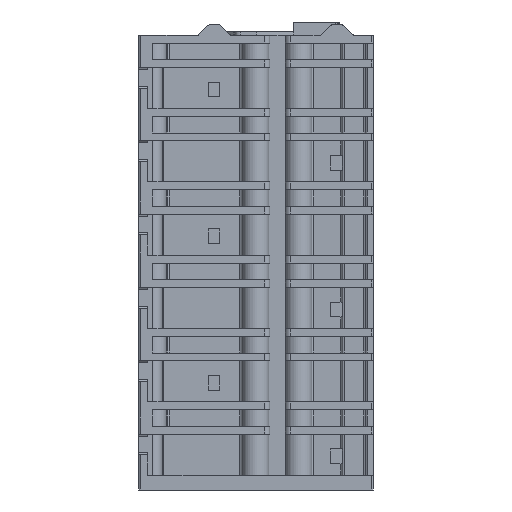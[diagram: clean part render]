
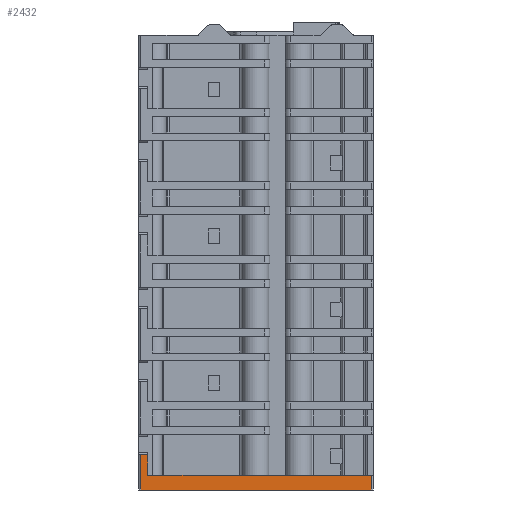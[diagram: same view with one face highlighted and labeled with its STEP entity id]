
A CAD part, front view. The second image highlights one B-rep face of the part: STEP entity #2432.
In plain terms, the highlighted planar face has unit normal (0, -1, 0).
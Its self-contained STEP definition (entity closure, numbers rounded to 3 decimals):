
#2432 = ADVANCED_FACE( '', ( #5668 ), #5669, .F. );
#5668 = FACE_OUTER_BOUND( '', #9712, .T. );
#5669 = PLANE( '', #9713 );
#9712 = EDGE_LOOP( '', ( #17263, #17264, #17265, #17266, #17267, #17268 ) );
#9713 = AXIS2_PLACEMENT_3D( '', #17269, #17270, #17271 );
#17263 = ORIENTED_EDGE( '', *, *, #27879, .T. );
#17264 = ORIENTED_EDGE( '', *, *, #27880, .T. );
#17265 = ORIENTED_EDGE( '', *, *, #27881, .T. );
#17266 = ORIENTED_EDGE( '', *, *, #27882, .T. );
#17267 = ORIENTED_EDGE( '', *, *, #25607, .F. );
#17268 = ORIENTED_EDGE( '', *, *, #25044, .F. );
#17269 = CARTESIAN_POINT( '', ( -20., 0., 45. ) );
#17270 = DIRECTION( '', ( 0., 1., 0. ) );
#17271 = DIRECTION( '', ( 0., 0., 1. ) );
#25044 = EDGE_CURVE( '', #30205, #30207, #30208, .T. );
#25607 = EDGE_CURVE( '', #30207, #31229, #31230, .T. );
#27879 = EDGE_CURVE( '', #30205, #34884, #34885, .T. );
#27880 = EDGE_CURVE( '', #34884, #34886, #34887, .T. );
#27881 = EDGE_CURVE( '', #34886, #34888, #34889, .T. );
#27882 = EDGE_CURVE( '', #34888, #31229, #34890, .T. );
#30205 = VERTEX_POINT( '', #37827 );
#30207 = VERTEX_POINT( '', #37830 );
#30208 = LINE( '', #37831, #37832 );
#31229 = VERTEX_POINT( '', #39307 );
#31230 = LINE( '', #39308, #39309 );
#34884 = VERTEX_POINT( '', #44550 );
#34885 = LINE( '', #44551, #44552 );
#34886 = VERTEX_POINT( '', #44553 );
#34887 = LINE( '', #44554, #44555 );
#34888 = VERTEX_POINT( '', #44556 );
#34889 = LINE( '', #44557, #44558 );
#34890 = LINE( '', #44559, #44560 );
#37827 = CARTESIAN_POINT( '', ( -19.25, 0., 2.1 ) );
#37830 = CARTESIAN_POINT( '', ( -19.25, 0., 0. ) );
#37831 = CARTESIAN_POINT( '', ( -19.25, 0., 4.2 ) );
#37832 = VECTOR( '', #48544, 1000. );
#39307 = CARTESIAN_POINT( '', ( 3.6, 0., 0. ) );
#39308 = CARTESIAN_POINT( '', ( -20., 0., 0. ) );
#39309 = VECTOR( '', #49289, 1000. );
#44550 = CARTESIAN_POINT( '', ( -20., 0., 2.1 ) );
#44551 = CARTESIAN_POINT( '', ( -19.25, 0., 2.1 ) );
#44552 = VECTOR( '', #52083, 1000. );
#44553 = CARTESIAN_POINT( '', ( -20., 0., -1.5 ) );
#44554 = CARTESIAN_POINT( '', ( -20., 0., 45. ) );
#44555 = VECTOR( '', #52084, 1000. );
#44556 = CARTESIAN_POINT( '', ( 3.6, 0., -1.5 ) );
#44557 = CARTESIAN_POINT( '', ( -20., 0., -1.5 ) );
#44558 = VECTOR( '', #52085, 1000. );
#44559 = CARTESIAN_POINT( '', ( 3.6, 0., -1.5 ) );
#44560 = VECTOR( '', #52086, 1000. );
#48544 = DIRECTION( '', ( 0., 0., -1. ) );
#49289 = DIRECTION( '', ( 1., 0., 0. ) );
#52083 = DIRECTION( '', ( -1., 0., 0. ) );
#52084 = DIRECTION( '', ( 0., 0., -1. ) );
#52085 = DIRECTION( '', ( 1., 0., 0. ) );
#52086 = DIRECTION( '', ( 0., 0., 1. ) );
